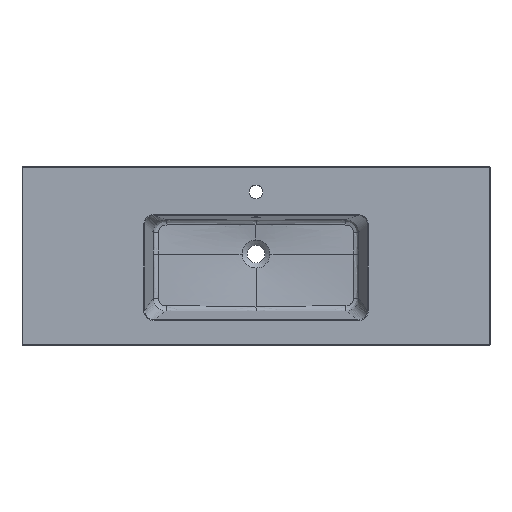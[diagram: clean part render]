
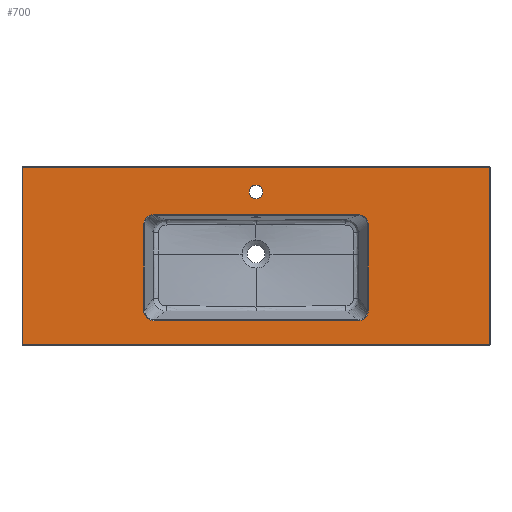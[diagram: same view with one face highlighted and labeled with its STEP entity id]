
A CAD part, top view. The second image highlights one B-rep face of the part: STEP entity #700.
In plain terms, the highlighted planar face has unit normal (0, 0, 1).
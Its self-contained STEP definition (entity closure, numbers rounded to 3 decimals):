
#700=ADVANCED_FACE('',(#1194,#1195,#1196),#940,.T.);
#940=PLANE('',#4252);
#983=CIRCLE('',#4251,17.5);
#1194=FACE_BOUND('',#1282,.T.);
#1195=FACE_BOUND('',#1283,.T.);
#1196=FACE_BOUND('',#1284,.T.);
#1282=EDGE_LOOP('',(#2070));
#1283=EDGE_LOOP('',(#2071,#2072,#2073,#2074,#2075,#2076,#2077,#2078));
#1284=EDGE_LOOP('',(#2079,#2080,#2081,#2082));
#1645=B_SPLINE_CURVE_WITH_KNOTS('',3,(#25672,#25673,#25674,#25675,#25676,
#25677,#25678,#25679,#25680,#25681),.UNSPECIFIED.,.F.,.F.,(4,2,2,2,4),(0.,
0.25,0.5,0.75,1.),.UNSPECIFIED.);
#1646=B_SPLINE_CURVE_WITH_KNOTS('',3,(#25686,#25687,#25688,#25689,#25690,
#25691,#25692,#25693,#25694,#25695),.UNSPECIFIED.,.F.,.F.,(4,2,2,2,4),(0.,
0.25,0.5,0.75,1.),.UNSPECIFIED.);
#1647=B_SPLINE_CURVE_WITH_KNOTS('',3,(#25699,#25700,#25701,#25702,#25703,
#25704,#25705,#25706,#25707,#25708),.UNSPECIFIED.,.F.,.F.,(4,2,2,2,4),(0.,
0.25,0.5,0.75,1.),.UNSPECIFIED.);
#1648=B_SPLINE_CURVE_WITH_KNOTS('',3,(#25712,#25713,#25714,#25715,#25716,
#25717,#25718,#25719,#25720,#25721),.UNSPECIFIED.,.F.,.F.,(4,2,2,2,4),(0.,
0.25,0.5,0.75,1.),.UNSPECIFIED.);
#2070=ORIENTED_EDGE('',*,*,#3605,.T.);
#2071=ORIENTED_EDGE('',*,*,#3606,.T.);
#2072=ORIENTED_EDGE('',*,*,#3607,.T.);
#2073=ORIENTED_EDGE('',*,*,#3608,.T.);
#2074=ORIENTED_EDGE('',*,*,#3609,.T.);
#2075=ORIENTED_EDGE('',*,*,#3610,.T.);
#2076=ORIENTED_EDGE('',*,*,#3611,.T.);
#2077=ORIENTED_EDGE('',*,*,#3612,.T.);
#2078=ORIENTED_EDGE('',*,*,#3613,.T.);
#2079=ORIENTED_EDGE('',*,*,#3614,.T.);
#2080=ORIENTED_EDGE('',*,*,#3615,.T.);
#2081=ORIENTED_EDGE('',*,*,#3616,.T.);
#2082=ORIENTED_EDGE('',*,*,#3617,.T.);
#3206=VERTEX_POINT('',#25671);
#3207=VERTEX_POINT('',#25682);
#3208=VERTEX_POINT('',#25683);
#3209=VERTEX_POINT('',#25685);
#3210=VERTEX_POINT('',#25696);
#3211=VERTEX_POINT('',#25698);
#3212=VERTEX_POINT('',#25709);
#3213=VERTEX_POINT('',#25711);
#3214=VERTEX_POINT('',#25722);
#3215=VERTEX_POINT('',#25725);
#3216=VERTEX_POINT('',#25726);
#3217=VERTEX_POINT('',#25728);
#3218=VERTEX_POINT('',#25730);
#3605=EDGE_CURVE('',#3206,#3206,#983,.T.);
#3606=EDGE_CURVE('',#3207,#3208,#1645,.T.);
#3607=EDGE_CURVE('',#3208,#3209,#4058,.T.);
#3608=EDGE_CURVE('',#3209,#3210,#1646,.T.);
#3609=EDGE_CURVE('',#3210,#3211,#4059,.T.);
#3610=EDGE_CURVE('',#3211,#3212,#1647,.T.);
#3611=EDGE_CURVE('',#3212,#3213,#4060,.T.);
#3612=EDGE_CURVE('',#3213,#3214,#1648,.T.);
#3613=EDGE_CURVE('',#3214,#3207,#4061,.T.);
#3614=EDGE_CURVE('',#3215,#3216,#4062,.T.);
#3615=EDGE_CURVE('',#3216,#3217,#4063,.T.);
#3616=EDGE_CURVE('',#3217,#3218,#4064,.T.);
#3617=EDGE_CURVE('',#3218,#3215,#4065,.T.);
#4058=LINE('',#25684,#4144);
#4059=LINE('',#25697,#4145);
#4060=LINE('',#25710,#4146);
#4061=LINE('',#25723,#4147);
#4062=LINE('',#25724,#4148);
#4063=LINE('',#25727,#4149);
#4064=LINE('',#25729,#4150);
#4065=LINE('',#25731,#4151);
#4144=VECTOR('',#4719,1.);
#4145=VECTOR('',#4720,1.);
#4146=VECTOR('',#4721,1.);
#4147=VECTOR('',#4722,1.);
#4148=VECTOR('',#4723,1.);
#4149=VECTOR('',#4724,1.);
#4150=VECTOR('',#4725,1.);
#4151=VECTOR('',#4726,1.);
#4251=AXIS2_PLACEMENT_3D('',#25670,#4717,#4718);
#4252=AXIS2_PLACEMENT_3D('',#25732,#4727,#4728);
#4717=DIRECTION('',(0.,0.,-1.));
#4718=DIRECTION('',(1.,0.,0.));
#4719=DIRECTION('',(0.,-1.,0.));
#4720=DIRECTION('',(-1.,0.,0.));
#4721=DIRECTION('',(0.,1.,0.));
#4722=DIRECTION('',(1.,0.,0.));
#4723=DIRECTION('',(0.,-1.,0.));
#4724=DIRECTION('',(1.,0.,0.));
#4725=DIRECTION('',(0.,1.,0.));
#4726=DIRECTION('',(-1.,0.,0.));
#4727=DIRECTION('',(0.,0.,1.));
#4728=DIRECTION('',(1.,0.,0.));
#25670=CARTESIAN_POINT('',(0.,160.,105.));
#25671=CARTESIAN_POINT('',(17.5,160.,105.));
#25672=CARTESIAN_POINT('',(261.474,101.754,105.));
#25673=CARTESIAN_POINT('',(265.053,101.754,105.));
#25674=CARTESIAN_POINT('',(268.618,101.125,105.));
#25675=CARTESIAN_POINT('',(275.235,98.621,105.));
#25676=CARTESIAN_POINT('',(278.327,96.723,105.));
#25677=CARTESIAN_POINT('',(283.493,91.852,105.));
#25678=CARTESIAN_POINT('',(285.557,88.907,105.));
#25679=CARTESIAN_POINT('',(288.354,82.316,105.));
#25680=CARTESIAN_POINT('',(289.035,78.863,105.));
#25681=CARTESIAN_POINT('',(289.035,75.282,105.));
#25682=CARTESIAN_POINT('',(261.474,101.754,105.));
#25683=CARTESIAN_POINT('',(289.035,75.282,105.));
#25684=CARTESIAN_POINT('',(289.035,0.,105.));
#25685=CARTESIAN_POINT('',(289.035,-144.711,105.));
#25686=CARTESIAN_POINT('',(289.035,-144.711,105.));
#25687=CARTESIAN_POINT('',(289.035,-148.273,105.));
#25688=CARTESIAN_POINT('',(288.394,-151.814,105.));
#25689=CARTESIAN_POINT('',(285.804,-158.371,105.));
#25690=CARTESIAN_POINT('',(283.847,-161.389,105.));
#25691=CARTESIAN_POINT('',(278.822,-166.398,105.));
#25692=CARTESIAN_POINT('',(275.841,-168.325,105.));
#25693=CARTESIAN_POINT('',(269.213,-170.924,105.));
#25694=CARTESIAN_POINT('',(265.77,-171.535,105.));
#25695=CARTESIAN_POINT('',(262.211,-171.535,105.));
#25696=CARTESIAN_POINT('',(262.211,-171.535,105.));
#25697=CARTESIAN_POINT('',(0.,-171.535,105.));
#25698=CARTESIAN_POINT('',(-262.211,-171.535,105.));
#25699=CARTESIAN_POINT('',(-262.211,-171.535,105.));
#25700=CARTESIAN_POINT('',(-265.773,-171.535,105.));
#25701=CARTESIAN_POINT('',(-269.314,-170.894,105.));
#25702=CARTESIAN_POINT('',(-275.871,-168.304,105.));
#25703=CARTESIAN_POINT('',(-278.889,-166.347,105.));
#25704=CARTESIAN_POINT('',(-283.898,-161.322,105.));
#25705=CARTESIAN_POINT('',(-285.825,-158.341,105.));
#25706=CARTESIAN_POINT('',(-288.424,-151.713,105.));
#25707=CARTESIAN_POINT('',(-289.035,-148.27,105.));
#25708=CARTESIAN_POINT('',(-289.035,-144.711,105.));
#25709=CARTESIAN_POINT('',(-289.035,-144.711,105.));
#25710=CARTESIAN_POINT('',(-289.035,0.,105.));
#25711=CARTESIAN_POINT('',(-289.035,75.282,105.));
#25712=CARTESIAN_POINT('',(-289.035,75.282,105.));
#25713=CARTESIAN_POINT('',(-289.035,78.866,105.));
#25714=CARTESIAN_POINT('',(-288.322,82.415,105.));
#25715=CARTESIAN_POINT('',(-285.535,88.934,105.));
#25716=CARTESIAN_POINT('',(-283.464,91.891,105.));
#25717=CARTESIAN_POINT('',(-278.263,96.77,105.));
#25718=CARTESIAN_POINT('',(-275.229,98.63,105.));
#25719=CARTESIAN_POINT('',(-268.535,101.15,105.));
#25720=CARTESIAN_POINT('',(-265.052,101.754,105.));
#25721=CARTESIAN_POINT('',(-261.474,101.754,105.));
#25722=CARTESIAN_POINT('',(-261.474,101.754,105.));
#25723=CARTESIAN_POINT('',(0.,101.754,105.));
#25724=CARTESIAN_POINT('',(-600.5,0.,105.));
#25725=CARTESIAN_POINT('',(-600.5,223.,105.));
#25726=CARTESIAN_POINT('',(-600.5,-233.,105.));
#25727=CARTESIAN_POINT('',(0.,-233.,105.));
#25728=CARTESIAN_POINT('',(600.5,-233.,105.));
#25729=CARTESIAN_POINT('',(600.5,0.,105.));
#25730=CARTESIAN_POINT('',(600.5,223.,105.));
#25731=CARTESIAN_POINT('',(0.,223.,105.));
#25732=CARTESIAN_POINT('',(0.,0.,105.));
